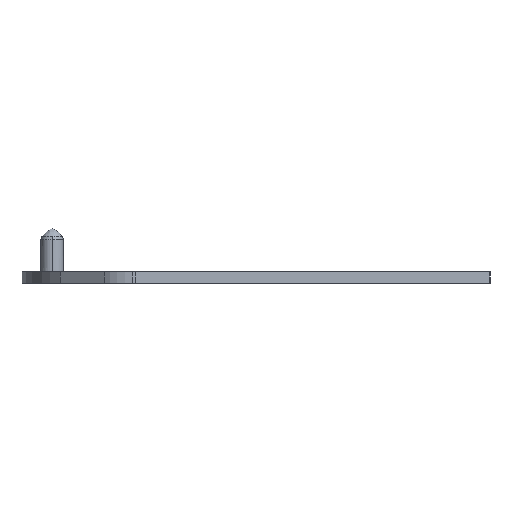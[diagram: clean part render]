
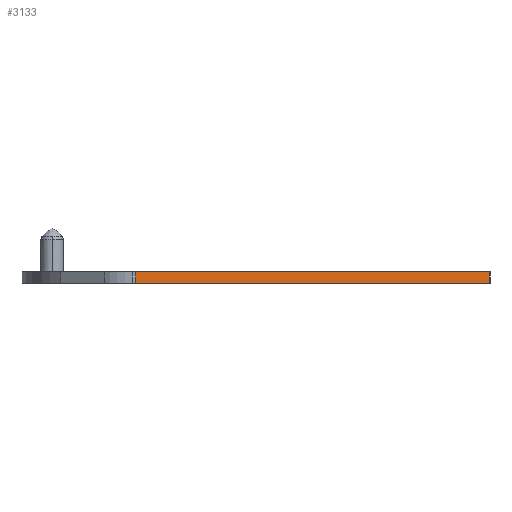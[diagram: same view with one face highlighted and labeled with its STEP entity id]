
A CAD part, left-side view. The second image highlights one B-rep face of the part: STEP entity #3133.
In plain terms, the highlighted planar face has unit normal (-0.998, -0.069, 0).
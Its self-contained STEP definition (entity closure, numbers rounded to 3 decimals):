
#1040 = PLANE('',#1041);
#1041 = AXIS2_PLACEMENT_3D('',#1042,#1043,#1044);
#1042 = CARTESIAN_POINT('',(-87.609,-47.698,3.175));
#1043 = DIRECTION('',(0.,0.,-1.));
#1044 = DIRECTION('',(-1.,0.,0.));
#1309 = VERTEX_POINT('',#1310);
#1310 = CARTESIAN_POINT('',(-164.291,0.,3.175));
#1325 = PLANE('',#1326);
#1326 = AXIS2_PLACEMENT_3D('',#1327,#1328,#1329);
#1327 = CARTESIAN_POINT('',(-220.,0.,-7.));
#1328 = DIRECTION('',(0.,1.,0.));
#1329 = DIRECTION('',(1.,0.,0.));
#1336 = EDGE_CURVE('',#1337,#1309,#1339,.T.);
#1337 = VERTEX_POINT('',#1338);
#1338 = CARTESIAN_POINT('',(-171.137,99.273,3.175));
#1339 = SURFACE_CURVE('',#1340,(#1344,#1351),.PCURVE_S1.);
#1340 = LINE('',#1341,#1342);
#1341 = CARTESIAN_POINT('',(-171.137,99.273,3.175));
#1342 = VECTOR('',#1343,1.);
#1343 = DIRECTION('',(0.069,-0.998,0.));
#1344 = PCURVE('',#1040,#1345);
#1345 = DEFINITIONAL_REPRESENTATION('',(#1346),#1350);
#1346 = LINE('',#1347,#1348);
#1347 = CARTESIAN_POINT('',(83.527,146.972));
#1348 = VECTOR('',#1349,1.);
#1349 = DIRECTION('',(-0.069,-0.998));
#1350 = ( GEOMETRIC_REPRESENTATION_CONTEXT(2) 
PARAMETRIC_REPRESENTATION_CONTEXT() REPRESENTATION_CONTEXT('2D SPACE',''
  ) );
#1351 = PCURVE('',#1352,#1357);
#1352 = PLANE('',#1353);
#1353 = AXIS2_PLACEMENT_3D('',#1354,#1355,#1356);
#1354 = CARTESIAN_POINT('',(-171.137,99.273,3.175));
#1355 = DIRECTION('',(0.998,0.069,0.));
#1356 = DIRECTION('',(-0.069,0.998,0.));
#1357 = DEFINITIONAL_REPRESENTATION('',(#1358),#1362);
#1358 = LINE('',#1359,#1360);
#1359 = CARTESIAN_POINT('',(0.,0.));
#1360 = VECTOR('',#1361,1.);
#1361 = DIRECTION('',(-1.,0.));
#1362 = ( GEOMETRIC_REPRESENTATION_CONTEXT(2) 
PARAMETRIC_REPRESENTATION_CONTEXT() REPRESENTATION_CONTEXT('2D SPACE',''
  ) );
#1385 = CYLINDRICAL_SURFACE('',#1386,12.7);
#1386 = AXIS2_PLACEMENT_3D('',#1387,#1388,#1389);
#1387 = CARTESIAN_POINT('',(-158.467,100.147,3.175));
#1388 = DIRECTION('',(-0.,-0.,-1.));
#1389 = DIRECTION('',(-1.,0.,0.));
#2113 = VERTEX_POINT('',#2114);
#2114 = CARTESIAN_POINT('',(-164.291,0.,0.));
#2127 = PLANE('',#2128);
#2128 = AXIS2_PLACEMENT_3D('',#2129,#2130,#2131);
#2129 = CARTESIAN_POINT('',(-87.609,-47.698,0.));
#2130 = DIRECTION('',(0.,0.,-1.));
#2131 = DIRECTION('',(-1.,0.,0.));
#2138 = EDGE_CURVE('',#2113,#1309,#2139,.T.);
#2139 = SURFACE_CURVE('',#2140,(#2144,#2150),.PCURVE_S1.);
#2140 = LINE('',#2141,#2142);
#2141 = CARTESIAN_POINT('',(-164.291,0.,-1.913)
  );
#2142 = VECTOR('',#2143,1.);
#2143 = DIRECTION('',(0.,0.,1.));
#2144 = PCURVE('',#1325,#2145);
#2145 = DEFINITIONAL_REPRESENTATION('',(#2146),#2149);
#2146 = B_SPLINE_CURVE_WITH_KNOTS('',1,(#2147,#2148),.UNSPECIFIED.,.F.,
  .F.,(2,2),(1.913,5.088),.PIECEWISE_BEZIER_KNOTS.);
#2147 = CARTESIAN_POINT('',(55.709,-7.));
#2148 = CARTESIAN_POINT('',(55.709,-10.175));
#2149 = ( GEOMETRIC_REPRESENTATION_CONTEXT(2) 
PARAMETRIC_REPRESENTATION_CONTEXT() REPRESENTATION_CONTEXT('2D SPACE',''
  ) );
#2150 = PCURVE('',#1352,#2151);
#2151 = DEFINITIONAL_REPRESENTATION('',(#2152),#2155);
#2152 = B_SPLINE_CURVE_WITH_KNOTS('',1,(#2153,#2154),.UNSPECIFIED.,.F.,
  .F.,(2,2),(1.913,5.088),.PIECEWISE_BEZIER_KNOTS.);
#2153 = CARTESIAN_POINT('',(-99.509,-3.175));
#2154 = CARTESIAN_POINT('',(-99.509,0.));
#2155 = ( GEOMETRIC_REPRESENTATION_CONTEXT(2) 
PARAMETRIC_REPRESENTATION_CONTEXT() REPRESENTATION_CONTEXT('2D SPACE',''
  ) );
#3086 = VERTEX_POINT('',#3087);
#3087 = CARTESIAN_POINT('',(-171.137,99.273,0.));
#3113 = EDGE_CURVE('',#1337,#3086,#3114,.T.);
#3114 = SURFACE_CURVE('',#3115,(#3119,#3126),.PCURVE_S1.);
#3115 = LINE('',#3116,#3117);
#3116 = CARTESIAN_POINT('',(-171.137,99.273,3.175));
#3117 = VECTOR('',#3118,1.);
#3118 = DIRECTION('',(-0.,-0.,-1.));
#3119 = PCURVE('',#1385,#3120);
#3120 = DEFINITIONAL_REPRESENTATION('',(#3121),#3125);
#3121 = LINE('',#3122,#3123);
#3122 = CARTESIAN_POINT('',(6.214,0.));
#3123 = VECTOR('',#3124,1.);
#3124 = DIRECTION('',(0.,1.));
#3125 = ( GEOMETRIC_REPRESENTATION_CONTEXT(2) 
PARAMETRIC_REPRESENTATION_CONTEXT() REPRESENTATION_CONTEXT('2D SPACE',''
  ) );
#3126 = PCURVE('',#1352,#3127);
#3127 = DEFINITIONAL_REPRESENTATION('',(#3128),#3132);
#3128 = LINE('',#3129,#3130);
#3129 = CARTESIAN_POINT('',(0.,0.));
#3130 = VECTOR('',#3131,1.);
#3131 = DIRECTION('',(0.,-1.));
#3132 = ( GEOMETRIC_REPRESENTATION_CONTEXT(2) 
PARAMETRIC_REPRESENTATION_CONTEXT() REPRESENTATION_CONTEXT('2D SPACE',''
  ) );
#3133 = ADVANCED_FACE('',(#3134),#1352,.F.);
#3134 = FACE_BOUND('',#3135,.F.);
#3135 = EDGE_LOOP('',(#3136,#3157,#3158,#3159));
#3136 = ORIENTED_EDGE('',*,*,#3137,.F.);
#3137 = EDGE_CURVE('',#3086,#2113,#3138,.T.);
#3138 = SURFACE_CURVE('',#3139,(#3143,#3150),.PCURVE_S1.);
#3139 = LINE('',#3140,#3141);
#3140 = CARTESIAN_POINT('',(-171.137,99.273,0.));
#3141 = VECTOR('',#3142,1.);
#3142 = DIRECTION('',(0.069,-0.998,0.));
#3143 = PCURVE('',#1352,#3144);
#3144 = DEFINITIONAL_REPRESENTATION('',(#3145),#3149);
#3145 = LINE('',#3146,#3147);
#3146 = CARTESIAN_POINT('',(0.,-3.175));
#3147 = VECTOR('',#3148,1.);
#3148 = DIRECTION('',(-1.,0.));
#3149 = ( GEOMETRIC_REPRESENTATION_CONTEXT(2) 
PARAMETRIC_REPRESENTATION_CONTEXT() REPRESENTATION_CONTEXT('2D SPACE',''
  ) );
#3150 = PCURVE('',#2127,#3151);
#3151 = DEFINITIONAL_REPRESENTATION('',(#3152),#3156);
#3152 = LINE('',#3153,#3154);
#3153 = CARTESIAN_POINT('',(83.527,146.972));
#3154 = VECTOR('',#3155,1.);
#3155 = DIRECTION('',(-0.069,-0.998));
#3156 = ( GEOMETRIC_REPRESENTATION_CONTEXT(2) 
PARAMETRIC_REPRESENTATION_CONTEXT() REPRESENTATION_CONTEXT('2D SPACE',''
  ) );
#3157 = ORIENTED_EDGE('',*,*,#3113,.F.);
#3158 = ORIENTED_EDGE('',*,*,#1336,.T.);
#3159 = ORIENTED_EDGE('',*,*,#2138,.F.);
